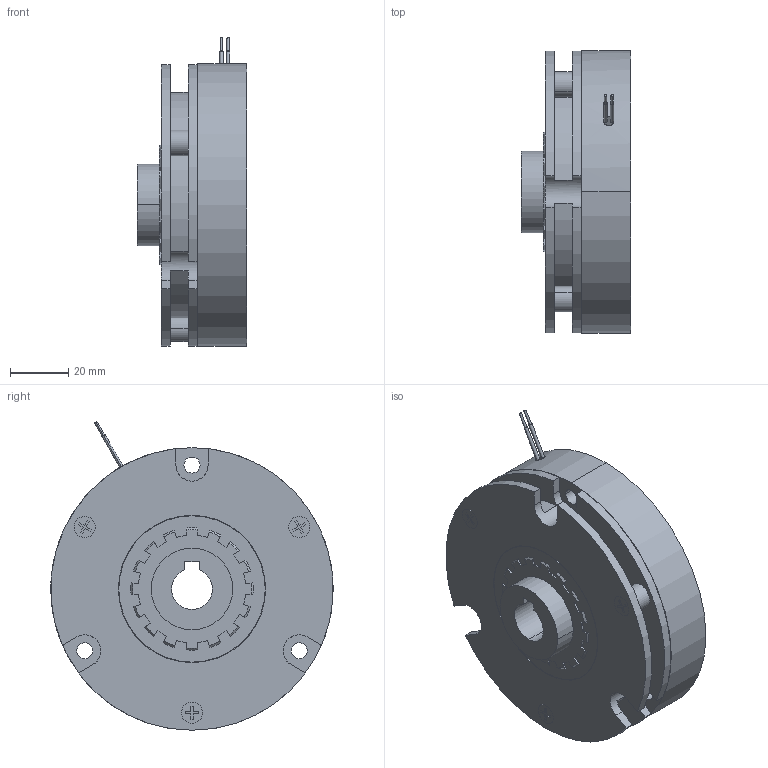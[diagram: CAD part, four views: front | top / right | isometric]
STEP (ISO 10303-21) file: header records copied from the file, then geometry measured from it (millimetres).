
FILE_DESCRIPTION(('starvars output'),'2;1');
FILE_NAME('cv20161201162221000024647.stp','16:22:22 2016/12/01',( 'Thomas Industrial Network Germany GmbH'),( 'Thomas Industrial Network Germany GmbH'),'unknown preprocess','ACIS' ,'unknown authorization');
FILE_SCHEMA(('AUTOMOTIVE_DESIGN_CC2 {UNKNOWN IMPLEMENTATION LEVEL}'));
Length unit declared in the file: millimetre
Products named in the file (1): PRODUCT_ID_1
Bounding box: 37.5 x 97 x 105.87 mm (x, y, z)
Volume: 189553.4 mm3; surface area: 36972.9 mm2
Topology: 1 solids, 1 shells, 226 faces, 614 edges, 405 vertices
Faces by surface type: plane 111, cylinder 91, cone 24
Entity records: 7935 total; most frequent: ORIENTED_EDGE 1228, CARTESIAN_POINT 1038, DIRECTION 833, EDGE_CURVE 614, VERTEX_POINT 405, VECTOR 359, LINE 359, EDGE_LOOP 249
